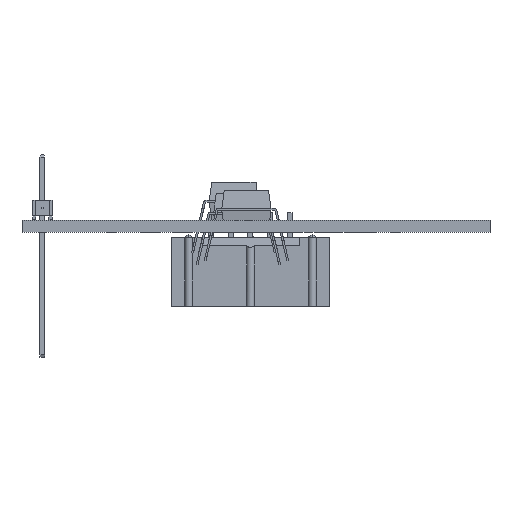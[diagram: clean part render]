
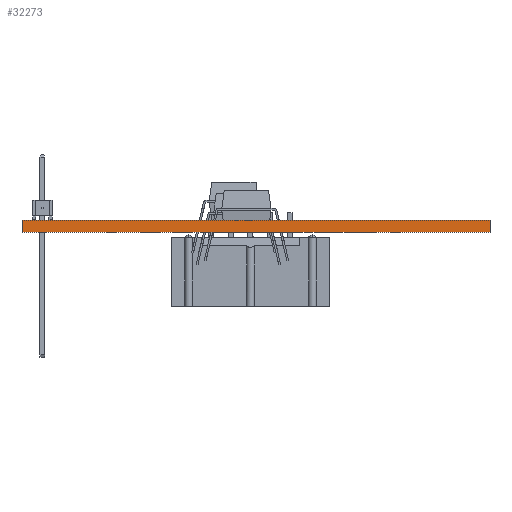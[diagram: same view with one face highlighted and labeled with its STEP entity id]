
A CAD part, front view. The second image highlights one B-rep face of the part: STEP entity #32273.
In plain terms, the highlighted planar face has unit normal (0, -1, 0).
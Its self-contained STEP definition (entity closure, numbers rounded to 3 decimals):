
#32273 = ADVANCED_FACE('',(#32274),#32308,.T.);
#32274 = FACE_BOUND('',#32275,.T.);
#32275 = EDGE_LOOP('',(#32276,#32286,#32294,#32302));
#32276 = ORIENTED_EDGE('',*,*,#32277,.T.);
#32277 = EDGE_CURVE('',#32278,#32280,#32282,.T.);
#32278 = VERTEX_POINT('',#32279);
#32279 = CARTESIAN_POINT('',(162.,-160.975,0.));
#32280 = VERTEX_POINT('',#32281);
#32281 = CARTESIAN_POINT('',(162.,-160.975,1.6));
#32282 = LINE('',#32283,#32284);
#32283 = CARTESIAN_POINT('',(162.,-160.975,0.));
#32284 = VECTOR('',#32285,1.);
#32285 = DIRECTION('',(0.,0.,1.));
#32286 = ORIENTED_EDGE('',*,*,#32287,.T.);
#32287 = EDGE_CURVE('',#32280,#32288,#32290,.T.);
#32288 = VERTEX_POINT('',#32289);
#32289 = CARTESIAN_POINT('',(101.5,-160.975,1.6));
#32290 = LINE('',#32291,#32292);
#32291 = CARTESIAN_POINT('',(162.,-160.975,1.6));
#32292 = VECTOR('',#32293,1.);
#32293 = DIRECTION('',(-1.,0.,0.));
#32294 = ORIENTED_EDGE('',*,*,#32295,.F.);
#32295 = EDGE_CURVE('',#32296,#32288,#32298,.T.);
#32296 = VERTEX_POINT('',#32297);
#32297 = CARTESIAN_POINT('',(101.5,-160.975,0.));
#32298 = LINE('',#32299,#32300);
#32299 = CARTESIAN_POINT('',(101.5,-160.975,0.));
#32300 = VECTOR('',#32301,1.);
#32301 = DIRECTION('',(0.,0.,1.));
#32302 = ORIENTED_EDGE('',*,*,#32303,.F.);
#32303 = EDGE_CURVE('',#32278,#32296,#32304,.T.);
#32304 = LINE('',#32305,#32306);
#32305 = CARTESIAN_POINT('',(162.,-160.975,0.));
#32306 = VECTOR('',#32307,1.);
#32307 = DIRECTION('',(-1.,0.,0.));
#32308 = PLANE('',#32309);
#32309 = AXIS2_PLACEMENT_3D('',#32310,#32311,#32312);
#32310 = CARTESIAN_POINT('',(162.,-160.975,0.));
#32311 = DIRECTION('',(0.,-1.,0.));
#32312 = DIRECTION('',(-1.,0.,0.));
